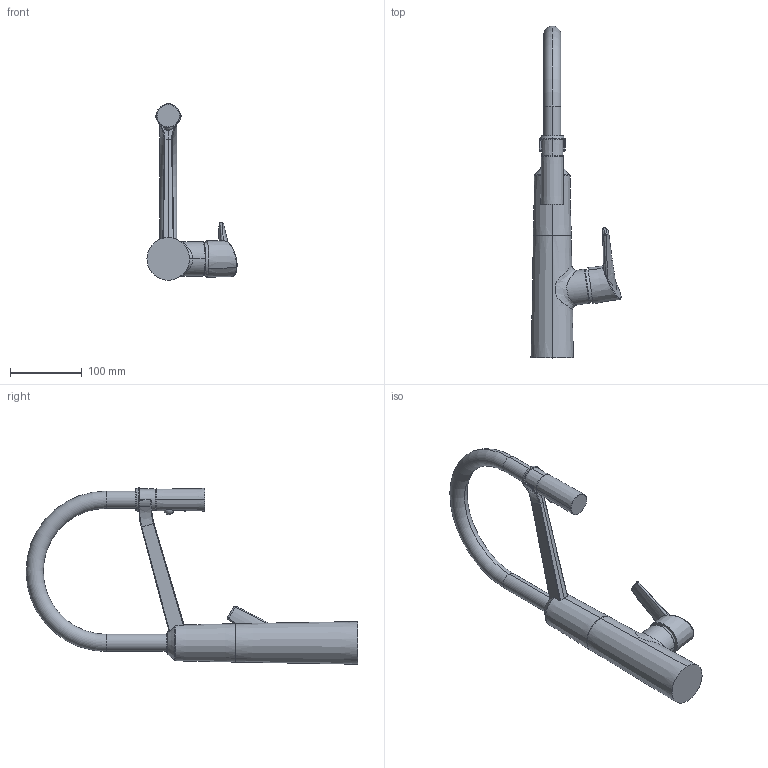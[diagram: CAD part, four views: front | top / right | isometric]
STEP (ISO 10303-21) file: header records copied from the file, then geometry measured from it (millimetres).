
FILE_DESCRIPTION (( 'STEP AP203' ), '1' );
FILE_NAME ('2738F(2017)+65282203.STEP', '2017-06-12T12:25:54', ( '' ), ( '' ), 'SwSTEP 2.0', 'SolidWorks 2016', '' );
FILE_SCHEMA (( 'CONFIG_CONTROL_DESIGN' ));
Length unit declared in the file: millimetre
Products named in the file (1): 2738F(2017)+65282203
Bounding box: 125.89 x 463.6 x 246.52 mm (x, y, z)
Volume: 1093523.6 mm3; surface area: 138638.8 mm2
Topology: 10 solids, 10 shells, 180 faces, 411 edges, 256 vertices
Faces by surface type: bspline 61, torus 38, plane 29, cone 25, cylinder 20, sphere 7
Entity records: 10427 total; most frequent: CARTESIAN_POINT 6744, ORIENTED_EDGE 816, DIRECTION 657, EDGE_CURVE 408, AXIS2_PLACEMENT_3D 302, VERTEX_POINT 254, EDGE_LOOP 186, CIRCLE 182
